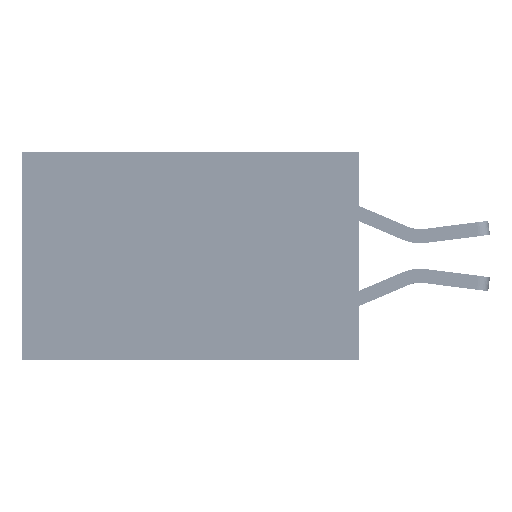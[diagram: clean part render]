
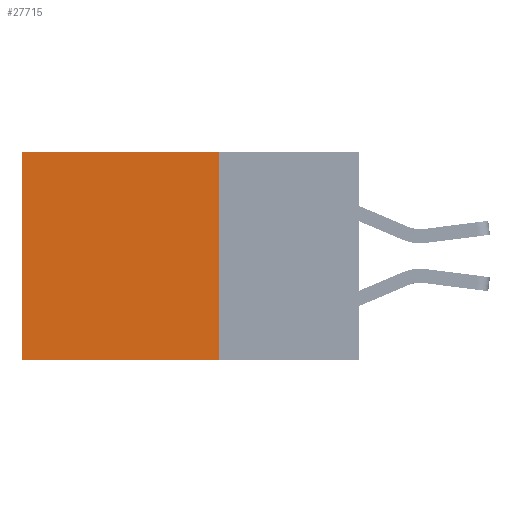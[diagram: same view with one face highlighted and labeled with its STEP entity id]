
A CAD part, left-side view. The second image highlights one B-rep face of the part: STEP entity #27715.
In plain terms, the highlighted planar face has unit normal (-1, 0, 0).
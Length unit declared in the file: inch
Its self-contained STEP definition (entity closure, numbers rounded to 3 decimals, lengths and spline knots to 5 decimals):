
#77 = VERTEX_POINT ( 'NONE', #14409 ) ;
#1201 = PLANE ( 'NONE',  #25421 ) ;
#2449 = VECTOR ( 'NONE', #11292, 39.37008 ) ;
#4158 = EDGE_CURVE ( 'NONE', #11758, #32150, #42842, .T. ) ;
#4612 = CARTESIAN_POINT ( 'NONE',  ( 0.2875, 0.25, 0. ) ) ;
#6465 = VECTOR ( 'NONE', #29073, 39.37008 ) ;
#11292 = DIRECTION ( 'NONE',  ( 0., 1., 0. ) ) ;
#11758 = VERTEX_POINT ( 'NONE', #35810 ) ;
#11995 = DIRECTION ( 'NONE',  ( 0., 1., 0. ) ) ;
#14157 = ORIENTED_EDGE ( 'NONE', *, *, #42480, .T. ) ;
#14409 = CARTESIAN_POINT ( 'NONE',  ( 0.2875, 0.25, 0. ) ) ;
#15196 = ORIENTED_EDGE ( 'NONE', *, *, #22878, .F. ) ;
#17107 = EDGE_LOOP ( 'NONE', ( #31385, #43193, #15196, #14157 ) ) ;
#17384 = EDGE_CURVE ( 'NONE', #42365, #32150, #24872, .T. ) ;
#19644 = VECTOR ( 'NONE', #11995, 39.37008 ) ;
#21071 = CARTESIAN_POINT ( 'NONE',  ( 0.2875, 0.6, 0. ) ) ;
#22698 = CARTESIAN_POINT ( 'NONE',  ( 0.2875, 0.25, 0. ) ) ;
#22878 = EDGE_CURVE ( 'NONE', #77, #11758, #23373, .T. ) ;
#23373 = LINE ( 'NONE', #22698, #6465 ) ;
#24872 = LINE ( 'NONE', #38263, #40649 ) ;
#25146 = DIRECTION ( 'NONE',  ( 1., 0., 0. ) ) ;
#25421 = AXIS2_PLACEMENT_3D ( 'NONE', #4612, #25146, #35736 ) ;
#25455 = CARTESIAN_POINT ( 'NONE',  ( 0.2875, 0.6, -0.37 ) ) ;
#27715 = ADVANCED_FACE ( 'NONE', ( #31282 ), #1201, .F. ) ;
#29073 = DIRECTION ( 'NONE',  ( 0., 0., -1. ) ) ;
#31282 = FACE_OUTER_BOUND ( 'NONE', #17107, .T. ) ;
#31385 = ORIENTED_EDGE ( 'NONE', *, *, #17384, .T. ) ;
#31713 = CARTESIAN_POINT ( 'NONE',  ( 0.2875, 0.25, 0. ) ) ;
#32150 = VERTEX_POINT ( 'NONE', #25455 ) ;
#33567 = CARTESIAN_POINT ( 'NONE',  ( 0.2875, 0.25, -0.37 ) ) ;
#35034 = DIRECTION ( 'NONE',  ( 0., 0., -1. ) ) ;
#35736 = DIRECTION ( 'NONE',  ( 0., 0., -1. ) ) ;
#35810 = CARTESIAN_POINT ( 'NONE',  ( 0.2875, 0.25, -0.37 ) ) ;
#38263 = CARTESIAN_POINT ( 'NONE',  ( 0.2875, 0.6, 0. ) ) ;
#39366 = LINE ( 'NONE', #31713, #2449 ) ;
#40649 = VECTOR ( 'NONE', #35034, 39.37008 ) ;
#42365 = VERTEX_POINT ( 'NONE', #21071 ) ;
#42480 = EDGE_CURVE ( 'NONE', #77, #42365, #39366, .T. ) ;
#42842 = LINE ( 'NONE', #33567, #19644 ) ;
#43193 = ORIENTED_EDGE ( 'NONE', *, *, #4158, .F. ) ;
